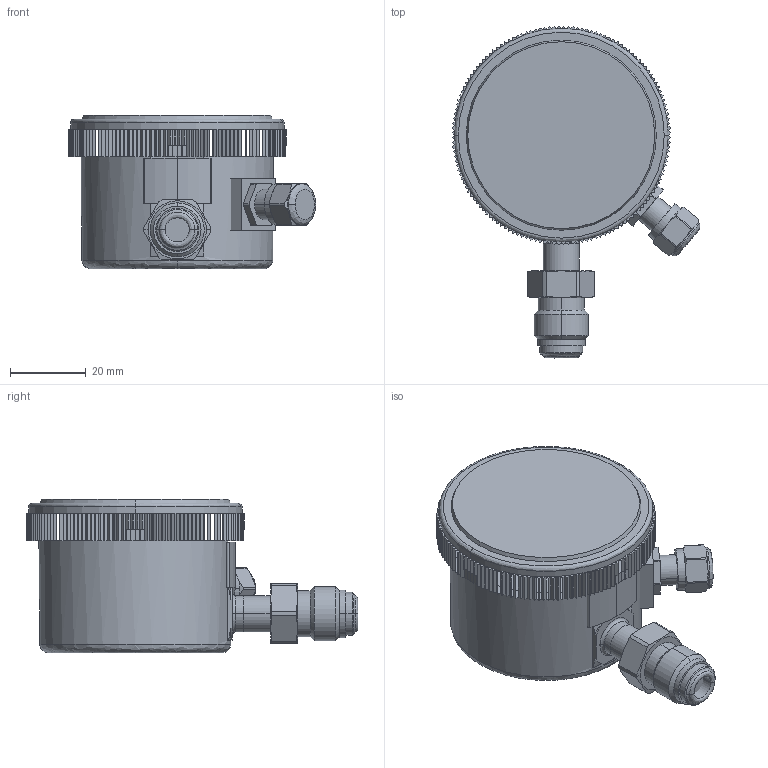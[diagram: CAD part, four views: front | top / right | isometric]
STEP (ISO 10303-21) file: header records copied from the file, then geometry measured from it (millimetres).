
FILE_DESCRIPTION((''),'2;1');
FILE_NAME('52186130_SW0001','2015-04-09T',('Schmidc01'),(''),'PRO/ENGINEER BY PARAMETRIC TECHNOLOGY CORPORATION, 2013410','PRO/ENGINEER BY PARAMETRIC TECHNOLOGY CORPORATION, 2013410','');
FILE_SCHEMA(('AUTOMOTIVE_DESIGN { 1 0 10303 214 1 1 1 1 }'));
Length unit declared in the file: inch
Products named in the file (1): 52186130_SW0001
Bounding box: 65.58 x 87.79 x 40.62 mm (x, y, z)
Surface area: 23071.6 mm2 (no closed solid volume)
Topology: 0 solids, 16 shells, 543 faces, 1724 edges, 1149 vertices
Faces by surface type: bspline 543
Entity records: 24514 total; most frequent: CARTESIAN_POINT 10175, ORIENTED_EDGE 3172, DIRECTION 2128, EDGE_CURVE 1724, VECTOR 1228, LINE 1228, VERTEX_POINT 1149, B_SPLINE_SURFACE_WITH_KNOTS 543
